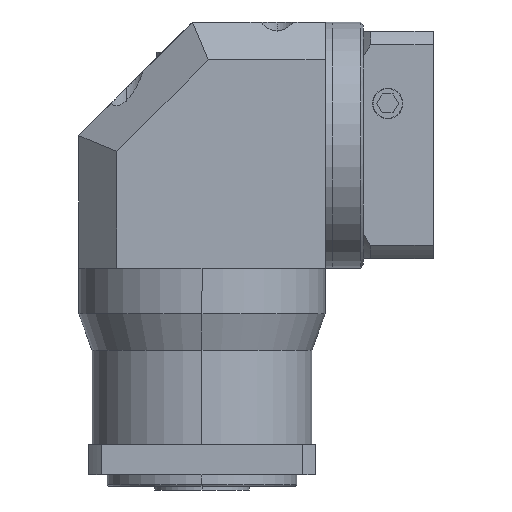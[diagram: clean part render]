
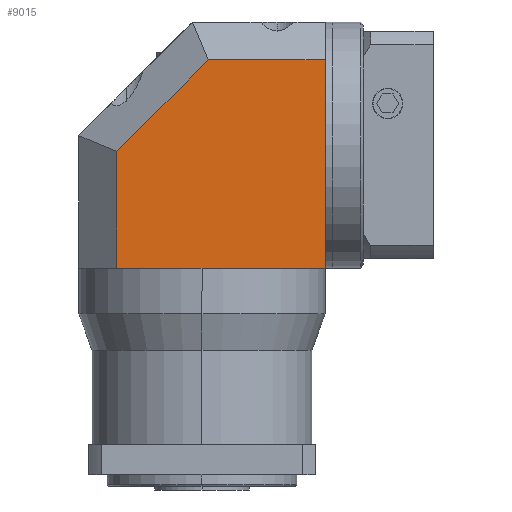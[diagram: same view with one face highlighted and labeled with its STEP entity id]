
A CAD part, left-side view. The second image highlights one B-rep face of the part: STEP entity #9015.
In plain terms, the highlighted planar face has unit normal (-1, 0, 0).
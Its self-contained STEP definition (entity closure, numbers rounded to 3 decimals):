
#253 = VERTEX_POINT ( 'NONE', #934 ) ;
#363 = CARTESIAN_POINT ( 'NONE',  ( -32.5, -32.5, 65. ) ) ;
#370 = VERTEX_POINT ( 'NONE', #8416 ) ;
#394 = CARTESIAN_POINT ( 'NONE',  ( -32.5, 22.5, 30.858 ) ) ;
#414 = EDGE_LOOP ( 'NONE', ( #6596, #6488, #8204, #6384, #8001, #8373, #7919 ) ) ;
#583 = VECTOR ( 'NONE', #6392, 1000. ) ;
#934 = CARTESIAN_POINT ( 'NONE',  ( -32.5, -32.5, 55. ) ) ;
#1029 = LINE ( 'NONE', #6505, #583 ) ;
#1058 = DIRECTION ( 'NONE',  ( 0., -1., 0. ) ) ;
#1136 = CARTESIAN_POINT ( 'NONE',  ( -32.5, 32.5, 0. ) ) ;
#1235 = VERTEX_POINT ( 'NONE', #3568 ) ;
#1315 = CARTESIAN_POINT ( 'NONE',  ( -32.5, 32.5, 0. ) ) ;
#1321 = EDGE_CURVE ( 'NONE', #6907, #1235, #5570, .T. ) ;
#1434 = VECTOR ( 'NONE', #8133, 1000. ) ;
#1702 = EDGE_CURVE ( 'NONE', #253, #6907, #1826, .T. ) ;
#1759 = VECTOR ( 'NONE', #6106, 1000. ) ;
#1826 = LINE ( 'NONE', #8269, #1434 ) ;
#1861 = LINE ( 'NONE', #1315, #1759 ) ;
#2187 = AXIS2_PLACEMENT_3D ( 'NONE', #6723, #5054, #5014 ) ;
#2218 = FACE_OUTER_BOUND ( 'NONE', #414, .T. ) ;
#2587 = CARTESIAN_POINT ( 'NONE',  ( -32.5, -32.5, 32.5 ) ) ;
#3049 = DIRECTION ( 'NONE',  ( 0., 0.707, -0.707 ) ) ;
#3259 = DIRECTION ( 'NONE',  ( 0., 0., -1. ) ) ;
#3560 = VERTEX_POINT ( 'NONE', #394 ) ;
#3568 = CARTESIAN_POINT ( 'NONE',  ( -32.5, -32.5, 0. ) ) ;
#4186 = EDGE_CURVE ( 'NONE', #253, #5535, #1029, .T. ) ;
#4401 = EDGE_CURVE ( 'NONE', #5535, #3560, #5493, .T. ) ;
#4470 = EDGE_CURVE ( 'NONE', #3560, #370, #4599, .T. ) ;
#4504 = VECTOR ( 'NONE', #5704, 1000. ) ;
#4599 = LINE ( 'NONE', #5638, #4504 ) ;
#5014 = DIRECTION ( 'NONE',  ( 0., 0., -1. ) ) ;
#5027 = EDGE_CURVE ( 'NONE', #7042, #1235, #6156, .T. ) ;
#5054 = DIRECTION ( 'NONE',  ( 1., 0., 0. ) ) ;
#5493 = LINE ( 'NONE', #8500, #6152 ) ;
#5535 = VERTEX_POINT ( 'NONE', #6284 ) ;
#5570 = LINE ( 'NONE', #363, #5671 ) ;
#5606 = EDGE_CURVE ( 'NONE', #370, #7042, #1861, .T. ) ;
#5638 = CARTESIAN_POINT ( 'NONE',  ( -32.5, 22.5, 65. ) ) ;
#5671 = VECTOR ( 'NONE', #3259, 1000. ) ;
#5704 = DIRECTION ( 'NONE',  ( 0., 0., -1. ) ) ;
#5960 = PLANE ( 'NONE',  #2187 ) ;
#6106 = DIRECTION ( 'NONE',  ( 0., -1., 0. ) ) ;
#6152 = VECTOR ( 'NONE', #3049, 1000. ) ;
#6156 = LINE ( 'NONE', #1136, #6540 ) ;
#6284 = CARTESIAN_POINT ( 'NONE',  ( -32.5, -1.642, 55. ) ) ;
#6384 = ORIENTED_EDGE ( 'NONE', *, *, #4470, .T. ) ;
#6392 = DIRECTION ( 'NONE',  ( 0., 1., 0. ) ) ;
#6488 = ORIENTED_EDGE ( 'NONE', *, *, #4186, .T. ) ;
#6505 = CARTESIAN_POINT ( 'NONE',  ( -32.5, 32.5, 55. ) ) ;
#6540 = VECTOR ( 'NONE', #1058, 1000. ) ;
#6596 = ORIENTED_EDGE ( 'NONE', *, *, #1702, .F. ) ;
#6723 = CARTESIAN_POINT ( 'NONE',  ( -32.5, 32.5, 65. ) ) ;
#6907 = VERTEX_POINT ( 'NONE', #2587 ) ;
#7014 = CARTESIAN_POINT ( 'NONE',  ( -32.5, 0., 0. ) ) ;
#7042 = VERTEX_POINT ( 'NONE', #7014 ) ;
#7919 = ORIENTED_EDGE ( 'NONE', *, *, #1321, .F. ) ;
#8001 = ORIENTED_EDGE ( 'NONE', *, *, #5606, .T. ) ;
#8133 = DIRECTION ( 'NONE',  ( 0., 0., -1. ) ) ;
#8204 = ORIENTED_EDGE ( 'NONE', *, *, #4401, .T. ) ;
#8269 = CARTESIAN_POINT ( 'NONE',  ( -32.5, -32.5, 65. ) ) ;
#8373 = ORIENTED_EDGE ( 'NONE', *, *, #5027, .T. ) ;
#8416 = CARTESIAN_POINT ( 'NONE',  ( -32.5, 22.5, 0. ) ) ;
#8500 = CARTESIAN_POINT ( 'NONE',  ( -32.5, 25.429, 27.929 ) ) ;
#9015 = ADVANCED_FACE ( 'NONE', ( #2218 ), #5960, .F. ) ;
